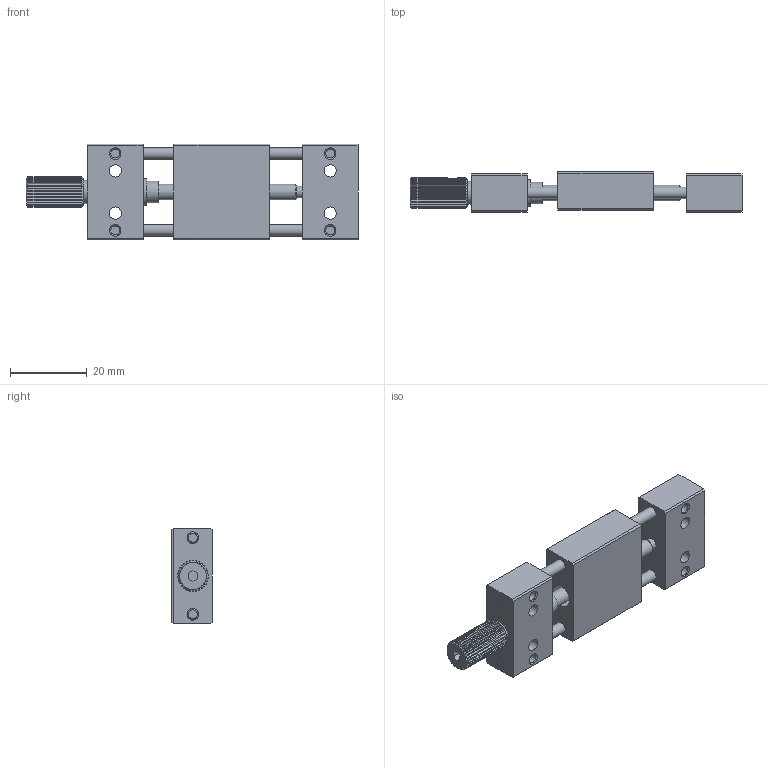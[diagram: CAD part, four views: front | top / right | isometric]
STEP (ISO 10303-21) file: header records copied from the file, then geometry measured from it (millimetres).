
FILE_DESCRIPTION (( 'STEP AP203' ), '1' );
FILE_NAME ('528980.STEP', '2024-11-12T01:25:35', ( 'Windows User' ), ( 'P R C' ), 'SwSTEP 2.0', 'SolidWorks 2020', '' );
FILE_SCHEMA (( 'CONFIG_CONTROL_DESIGN' ));
Length unit declared in the file: millimetre
Products named in the file (1): 528980
Bounding box: 86.5 x 10.5 x 25 mm (x, y, z)
Volume: 13435 mm3; surface area: 10376.7 mm2
Topology: 6 solids, 6 shells, 319 faces, 740 edges, 449 vertices
Faces by surface type: plane 150, cone 101, cylinder 68
Full cylindrical faces by diameter (mm): 2.459 x11, 2.999 x2, 3 x10, 3.2 x4, 4 x1, 5.6 x1, 6 x6, 7 x1
Entity records: 8880 total; most frequent: CARTESIAN_POINT 2101, DIRECTION 1355, ORIENTED_EDGE 1314, EDGE_CURVE 657, AXIS2_PLACEMENT_3D 562, EDGE_LOOP 431, VERTEX_POINT 426, FACE_OUTER_BOUND 355
